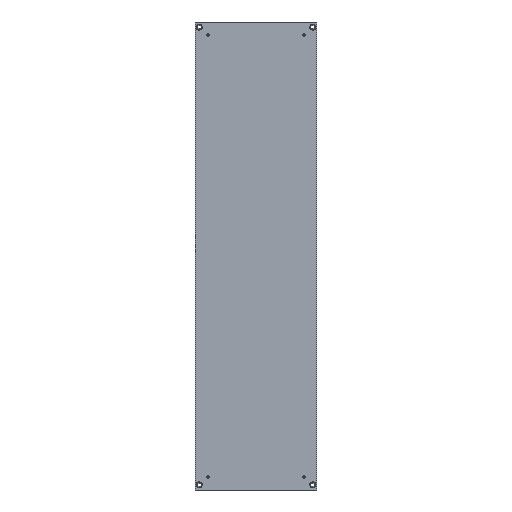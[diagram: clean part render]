
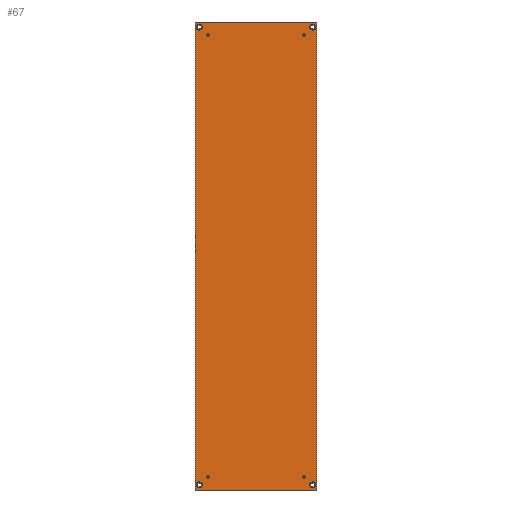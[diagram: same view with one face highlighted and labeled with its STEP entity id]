
A CAD part, front view. The second image highlights one B-rep face of the part: STEP entity #67.
In plain terms, the highlighted planar face has unit normal (0, -1, 0).
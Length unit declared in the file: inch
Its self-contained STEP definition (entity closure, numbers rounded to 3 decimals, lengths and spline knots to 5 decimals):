
#3 = ORIENTED_EDGE ( 'NONE', *, *, #161, .F. ) ;
#10 = DIRECTION ( 'NONE',  ( 0., 0., 1. ) ) ;
#24 = EDGE_CURVE ( 'NONE', #1803, #1803, #596, .T. ) ;
#32 = CARTESIAN_POINT ( 'NONE',  ( -9.64567, -0.09843, -37.00787 ) ) ;
#34 = DIRECTION ( 'NONE',  ( 0., -1., 0. ) ) ;
#67 = ADVANCED_FACE ( 'NONE', ( #1652, #1665, #774, #1820, #223, #1506, #1121, #1871, #764 ), #1678, .F. ) ;
#70 = CIRCLE ( 'NONE', #1636, 0.17717 ) ;
#71 = ORIENTED_EDGE ( 'NONE', *, *, #1941, .F. ) ;
#100 = AXIS2_PLACEMENT_3D ( 'NONE', #1118, #950, #10 ) ;
#156 = CARTESIAN_POINT ( 'NONE',  ( 9.64567, -0.09843, 37.00787 ) ) ;
#161 = EDGE_CURVE ( 'NONE', #1163, #874, #1191, .T. ) ;
#173 = CARTESIAN_POINT ( 'NONE',  ( 0., -0.09843, 0. ) ) ;
#212 = VECTOR ( 'NONE', #1421, 39.37008 ) ;
#223 = FACE_BOUND ( 'NONE', #847, .T. ) ;
#235 = EDGE_LOOP ( 'NONE', ( #687, #3, #927, #1339 ) ) ;
#286 = VERTEX_POINT ( 'NONE', #1756 ) ;
#301 = CARTESIAN_POINT ( 'NONE',  ( 8.9763, -0.09843, 36.67315 ) ) ;
#314 = DIRECTION ( 'NONE',  ( 0., 0., -1. ) ) ;
#339 = DIRECTION ( 'NONE',  ( 0., 0., 1. ) ) ;
#369 = EDGE_CURVE ( 'NONE', #874, #378, #1797, .T. ) ;
#378 = VERTEX_POINT ( 'NONE', #1397 ) ;
#416 = EDGE_CURVE ( 'NONE', #1932, #1932, #1129, .T. ) ;
#470 = VERTEX_POINT ( 'NONE', #1777 ) ;
#472 = LINE ( 'NONE', #1959, #836 ) ;
#474 = EDGE_CURVE ( 'NONE', #1790, #1790, #1478, .T. ) ;
#518 = DIRECTION ( 'NONE',  ( 0., 0., -1. ) ) ;
#525 = AXIS2_PLACEMENT_3D ( 'NONE', #1986, #1806, #339 ) ;
#596 = CIRCLE ( 'NONE', #1669, 0.47244 ) ;
#628 = ORIENTED_EDGE ( 'NONE', *, *, #474, .F. ) ;
#641 = DIRECTION ( 'NONE',  ( 1., 0., 0. ) ) ;
#664 = CARTESIAN_POINT ( 'NONE',  ( 9.64567, -0.09843, 0. ) ) ;
#678 = VECTOR ( 'NONE', #1479, 39.37008 ) ;
#687 = ORIENTED_EDGE ( 'NONE', *, *, #369, .F. ) ;
#700 = EDGE_LOOP ( 'NONE', ( #1961 ) ) ;
#703 = CARTESIAN_POINT ( 'NONE',  ( -7.57866, -0.09843, -34.94087 ) ) ;
#714 = CIRCLE ( 'NONE', #758, 0.17717 ) ;
#745 = CARTESIAN_POINT ( 'NONE',  ( -7.57866, -0.09843, 34.94087 ) ) ;
#758 = AXIS2_PLACEMENT_3D ( 'NONE', #1225, #1793, #314 ) ;
#764 = FACE_OUTER_BOUND ( 'NONE', #235, .T. ) ;
#774 = FACE_BOUND ( 'NONE', #1890, .T. ) ;
#784 = ORIENTED_EDGE ( 'NONE', *, *, #911, .F. ) ;
#836 = VECTOR ( 'NONE', #1250, 39.37008 ) ;
#847 = EDGE_LOOP ( 'NONE', ( #784 ) ) ;
#849 = ORIENTED_EDGE ( 'NONE', *, *, #1456, .F. ) ;
#874 = VERTEX_POINT ( 'NONE', #156 ) ;
#884 = ORIENTED_EDGE ( 'NONE', *, *, #2070, .F. ) ;
#911 = EDGE_CURVE ( 'NONE', #2298, #2298, #1748, .T. ) ;
#927 = ORIENTED_EDGE ( 'NONE', *, *, #1913, .F. ) ;
#938 = AXIS2_PLACEMENT_3D ( 'NONE', #1275, #34, #1661 ) ;
#940 = DIRECTION ( 'NONE',  ( 0., 0., 1. ) ) ;
#950 = DIRECTION ( 'NONE',  ( 0., -1., 0. ) ) ;
#952 = CARTESIAN_POINT ( 'NONE',  ( 8.9763, -0.09843, 36.20071 ) ) ;
#1040 = CARTESIAN_POINT ( 'NONE',  ( 7.57866, -0.09843, 34.7637 ) ) ;
#1055 = DIRECTION ( 'NONE',  ( 0., -1., 0. ) ) ;
#1083 = DIRECTION ( 'NONE',  ( 0., -1., 0. ) ) ;
#1103 = CARTESIAN_POINT ( 'NONE',  ( 7.57866, -0.09843, 34.94087 ) ) ;
#1118 = CARTESIAN_POINT ( 'NONE',  ( -8.9763, -0.09843, -36.20071 ) ) ;
#1121 = FACE_BOUND ( 'NONE', #1741, .T. ) ;
#1129 = CIRCLE ( 'NONE', #100, 0.47244 ) ;
#1163 = VERTEX_POINT ( 'NONE', #1451 ) ;
#1175 = AXIS2_PLACEMENT_3D ( 'NONE', #703, #1055, #518 ) ;
#1191 = LINE ( 'NONE', #1904, #1205 ) ;
#1205 = VECTOR ( 'NONE', #641, 39.37008 ) ;
#1209 = CARTESIAN_POINT ( 'NONE',  ( 7.57866, -0.09843, -35.11803 ) ) ;
#1225 = CARTESIAN_POINT ( 'NONE',  ( 7.57866, -0.09843, -34.94087 ) ) ;
#1233 = VERTEX_POINT ( 'NONE', #1209 ) ;
#1250 = DIRECTION ( 'NONE',  ( 0., 0., 1. ) ) ;
#1275 = CARTESIAN_POINT ( 'NONE',  ( 8.9763, -0.09843, -36.20071 ) ) ;
#1316 = DIRECTION ( 'NONE',  ( 0., 1., 0. ) ) ;
#1339 = ORIENTED_EDGE ( 'NONE', *, *, #1510, .F. ) ;
#1360 = EDGE_LOOP ( 'NONE', ( #849 ) ) ;
#1380 = ORIENTED_EDGE ( 'NONE', *, *, #24, .F. ) ;
#1382 = CARTESIAN_POINT ( 'NONE',  ( 8.9763, -0.09843, -35.72827 ) ) ;
#1397 = CARTESIAN_POINT ( 'NONE',  ( 9.64567, -0.09843, -37.00787 ) ) ;
#1421 = DIRECTION ( 'NONE',  ( 0., 0., -1. ) ) ;
#1445 = CIRCLE ( 'NONE', #525, 0.47244 ) ;
#1451 = CARTESIAN_POINT ( 'NONE',  ( -9.64567, -0.09843, 37.00787 ) ) ;
#1456 = EDGE_CURVE ( 'NONE', #470, #470, #1445, .T. ) ;
#1472 = DIRECTION ( 'NONE',  ( 0., 0., 1. ) ) ;
#1478 = CIRCLE ( 'NONE', #938, 0.47244 ) ;
#1479 = DIRECTION ( 'NONE',  ( -1., 0., 0. ) ) ;
#1493 = DIRECTION ( 'NONE',  ( 0., 0., -1. ) ) ;
#1499 = EDGE_CURVE ( 'NONE', #286, #286, #70, .T. ) ;
#1506 = FACE_BOUND ( 'NONE', #1360, .T. ) ;
#1510 = EDGE_CURVE ( 'NONE', #378, #2147, #1673, .T. ) ;
#1529 = DIRECTION ( 'NONE',  ( 0., -1., 0. ) ) ;
#1632 = DIRECTION ( 'NONE',  ( 0., -1., 0. ) ) ;
#1636 = AXIS2_PLACEMENT_3D ( 'NONE', #745, #1529, #1493 ) ;
#1652 = FACE_BOUND ( 'NONE', #2350, .T. ) ;
#1661 = DIRECTION ( 'NONE',  ( 0., 0., 1. ) ) ;
#1665 = FACE_BOUND ( 'NONE', #700, .T. ) ;
#1669 = AXIS2_PLACEMENT_3D ( 'NONE', #952, #1083, #940 ) ;
#1673 = LINE ( 'NONE', #2210, #678 ) ;
#1678 = PLANE ( 'NONE',  #1861 ) ;
#1741 = EDGE_LOOP ( 'NONE', ( #2366 ) ) ;
#1748 = CIRCLE ( 'NONE', #1826, 0.17717 ) ;
#1756 = CARTESIAN_POINT ( 'NONE',  ( -7.57866, -0.09843, 34.7637 ) ) ;
#1777 = CARTESIAN_POINT ( 'NONE',  ( -8.9763, -0.09843, 36.67315 ) ) ;
#1790 = VERTEX_POINT ( 'NONE', #1382 ) ;
#1793 = DIRECTION ( 'NONE',  ( 0., -1., 0. ) ) ;
#1797 = LINE ( 'NONE', #664, #212 ) ;
#1803 = VERTEX_POINT ( 'NONE', #301 ) ;
#1806 = DIRECTION ( 'NONE',  ( 0., -1., 0. ) ) ;
#1820 = FACE_BOUND ( 'NONE', #2140, .T. ) ;
#1826 = AXIS2_PLACEMENT_3D ( 'NONE', #1103, #1632, #1841 ) ;
#1841 = DIRECTION ( 'NONE',  ( 0., 0., -1. ) ) ;
#1861 = AXIS2_PLACEMENT_3D ( 'NONE', #173, #1316, #1472 ) ;
#1871 = FACE_BOUND ( 'NONE', #2152, .T. ) ;
#1890 = EDGE_LOOP ( 'NONE', ( #71 ) ) ;
#1904 = CARTESIAN_POINT ( 'NONE',  ( 0., -0.09843, 37.00787 ) ) ;
#1913 = EDGE_CURVE ( 'NONE', #2147, #1163, #472, .T. ) ;
#1932 = VERTEX_POINT ( 'NONE', #2308 ) ;
#1941 = EDGE_CURVE ( 'NONE', #2322, #2322, #2250, .T. ) ;
#1959 = CARTESIAN_POINT ( 'NONE',  ( -9.64567, -0.09843, 0. ) ) ;
#1961 = ORIENTED_EDGE ( 'NONE', *, *, #416, .F. ) ;
#1986 = CARTESIAN_POINT ( 'NONE',  ( -8.9763, -0.09843, 36.20071 ) ) ;
#2070 = EDGE_CURVE ( 'NONE', #1233, #1233, #714, .T. ) ;
#2140 = EDGE_LOOP ( 'NONE', ( #1380 ) ) ;
#2143 = CARTESIAN_POINT ( 'NONE',  ( -7.57866, -0.09843, -35.11803 ) ) ;
#2147 = VERTEX_POINT ( 'NONE', #32 ) ;
#2152 = EDGE_LOOP ( 'NONE', ( #628 ) ) ;
#2210 = CARTESIAN_POINT ( 'NONE',  ( 0., -0.09843, -37.00787 ) ) ;
#2250 = CIRCLE ( 'NONE', #1175, 0.17717 ) ;
#2298 = VERTEX_POINT ( 'NONE', #1040 ) ;
#2308 = CARTESIAN_POINT ( 'NONE',  ( -8.9763, -0.09843, -35.72827 ) ) ;
#2322 = VERTEX_POINT ( 'NONE', #2143 ) ;
#2350 = EDGE_LOOP ( 'NONE', ( #884 ) ) ;
#2366 = ORIENTED_EDGE ( 'NONE', *, *, #1499, .F. ) ;
